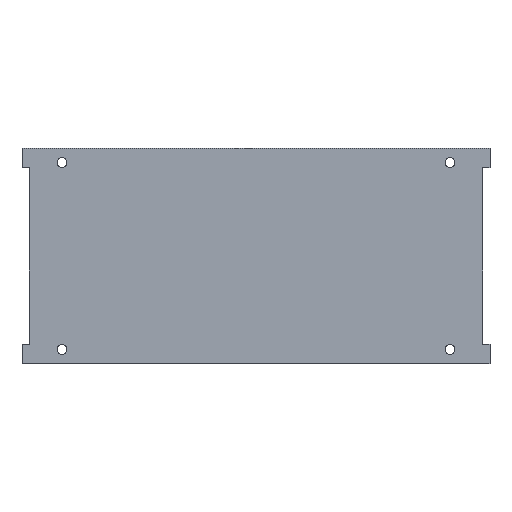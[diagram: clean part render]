
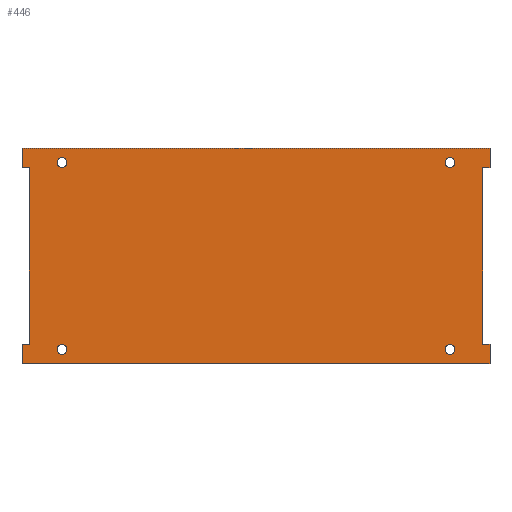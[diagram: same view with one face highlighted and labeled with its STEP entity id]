
A CAD part, top view. The second image highlights one B-rep face of the part: STEP entity #446.
In plain terms, the highlighted planar face has unit normal (0, 0, 1).
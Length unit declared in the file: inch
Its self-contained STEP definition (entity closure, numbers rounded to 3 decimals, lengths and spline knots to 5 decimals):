
#3 = ORIENTED_EDGE ( 'NONE', *, *, #572, .T. ) ;
#6 = DIRECTION ( 'NONE',  ( 1., 0., 0. ) ) ;
#12 = EDGE_LOOP ( 'NONE', ( #614 ) ) ;
#13 = DIRECTION ( 'NONE',  ( 0., 1., 0. ) ) ;
#14 = CARTESIAN_POINT ( 'NONE',  ( 3.3125, 1.59547, 0.07087 ) ) ;
#17 = DIRECTION ( 'NONE',  ( 0., 0., -1. ) ) ;
#26 = VERTEX_POINT ( 'NONE', #635 ) ;
#27 = DIRECTION ( 'NONE',  ( 1., 0., 0. ) ) ;
#29 = CARTESIAN_POINT ( 'NONE',  ( 3.99547, -1.50295, 0.07087 ) ) ;
#31 = AXIS2_PLACEMENT_3D ( 'NONE', #182, #130, #403 ) ;
#32 = ORIENTED_EDGE ( 'NONE', *, *, #56, .T. ) ;
#39 = VERTEX_POINT ( 'NONE', #348 ) ;
#40 = AXIS2_PLACEMENT_3D ( 'NONE', #102, #50, #316 ) ;
#41 = CARTESIAN_POINT ( 'NONE',  ( 3.99547, 1.50295, 0.07087 ) ) ;
#44 = ORIENTED_EDGE ( 'NONE', *, *, #206, .T. ) ;
#50 = DIRECTION ( 'NONE',  ( 0., 0., 1. ) ) ;
#56 = EDGE_CURVE ( 'NONE', #39, #39, #490, .T. ) ;
#58 = VERTEX_POINT ( 'NONE', #231 ) ;
#76 = EDGE_CURVE ( 'NONE', #530, #343, #648, .T. ) ;
#77 = VERTEX_POINT ( 'NONE', #300 ) ;
#79 = LINE ( 'NONE', #502, #609 ) ;
#90 = EDGE_CURVE ( 'NONE', #232, #58, #79, .T. ) ;
#99 = VERTEX_POINT ( 'NONE', #29 ) ;
#102 = CARTESIAN_POINT ( 'NONE',  ( 0., 0., 0.07087 ) ) ;
#107 = VECTOR ( 'NONE', #6, 39.37008 ) ;
#115 = CIRCLE ( 'NONE', #467, 0.08465 ) ;
#120 = VECTOR ( 'NONE', #397, 39.37008 ) ;
#127 = LINE ( 'NONE', #294, #505 ) ;
#130 = DIRECTION ( 'NONE',  ( 0., 0., -1. ) ) ;
#132 = EDGE_CURVE ( 'NONE', #355, #355, #115, .T. ) ;
#134 = LINE ( 'NONE', #647, #641 ) ;
#139 = DIRECTION ( 'NONE',  ( 0., 0., -1. ) ) ;
#144 = CARTESIAN_POINT ( 'NONE',  ( -3.99547, 0., 0.07087 ) ) ;
#145 = EDGE_CURVE ( 'NONE', #99, #350, #345, .T. ) ;
#149 = DIRECTION ( 'NONE',  ( 0., -1., 0. ) ) ;
#154 = CARTESIAN_POINT ( 'NONE',  ( 3.87047, -1.50295, 0.07087 ) ) ;
#157 = FACE_OUTER_BOUND ( 'NONE', #640, .T. ) ;
#169 = CARTESIAN_POINT ( 'NONE',  ( 0., 1.50295, 0.07087 ) ) ;
#174 = VECTOR ( 'NONE', #361, 39.37008 ) ;
#181 = CARTESIAN_POINT ( 'NONE',  ( 3.87047, 1.50295, 0.07087 ) ) ;
#182 = CARTESIAN_POINT ( 'NONE',  ( -3.3125, -1.59547, 0.07087 ) ) ;
#189 = VERTEX_POINT ( 'NONE', #489 ) ;
#192 = ORIENTED_EDGE ( 'NONE', *, *, #213, .T. ) ;
#196 = EDGE_CURVE ( 'NONE', #350, #590, #127, .T. ) ;
#197 = VECTOR ( 'NONE', #439, 39.37008 ) ;
#201 = VERTEX_POINT ( 'NONE', #402 ) ;
#206 = EDGE_CURVE ( 'NONE', #513, #513, #479, .T. ) ;
#211 = FACE_BOUND ( 'NONE', #281, .T. ) ;
#213 = EDGE_CURVE ( 'NONE', #616, #77, #450, .T. ) ;
#217 = AXIS2_PLACEMENT_3D ( 'NONE', #391, #17, #341 ) ;
#226 = DIRECTION ( 'NONE',  ( 0., 0., -1. ) ) ;
#231 = CARTESIAN_POINT ( 'NONE',  ( 3.99547, 1.8435, 0.07087 ) ) ;
#232 = VERTEX_POINT ( 'NONE', #41 ) ;
#245 = EDGE_LOOP ( 'NONE', ( #32 ) ) ;
#249 = CARTESIAN_POINT ( 'NONE',  ( -3.3125, 1.59547, 0.07087 ) ) ;
#256 = EDGE_CURVE ( 'NONE', #189, #616, #511, .T. ) ;
#273 = ORIENTED_EDGE ( 'NONE', *, *, #594, .T. ) ;
#277 = VECTOR ( 'NONE', #357, 39.37008 ) ;
#279 = AXIS2_PLACEMENT_3D ( 'NONE', #249, #139, #27 ) ;
#281 = EDGE_LOOP ( 'NONE', ( #500 ) ) ;
#294 = CARTESIAN_POINT ( 'NONE',  ( 3.87047, 0., 0.07087 ) ) ;
#296 = EDGE_CURVE ( 'NONE', #26, #530, #623, .T. ) ;
#300 = CARTESIAN_POINT ( 'NONE',  ( 3.99547, -1.8435, 0.07087 ) ) ;
#316 = DIRECTION ( 'NONE',  ( 1., 0., 0. ) ) ;
#328 = ORIENTED_EDGE ( 'NONE', *, *, #374, .T. ) ;
#333 = CIRCLE ( 'NONE', #279, 0.08465 ) ;
#340 = DIRECTION ( 'NONE',  ( -1., 0., 0. ) ) ;
#341 = DIRECTION ( 'NONE',  ( 1., 0., 0. ) ) ;
#343 = VERTEX_POINT ( 'NONE', #631 ) ;
#345 = LINE ( 'NONE', #557, #197 ) ;
#348 = CARTESIAN_POINT ( 'NONE',  ( 3.39715, -1.59547, 0.07087 ) ) ;
#350 = VERTEX_POINT ( 'NONE', #154 ) ;
#353 = ORIENTED_EDGE ( 'NONE', *, *, #256, .T. ) ;
#355 = VERTEX_POINT ( 'NONE', #359 ) ;
#357 = DIRECTION ( 'NONE',  ( 0., -1., 0. ) ) ;
#359 = CARTESIAN_POINT ( 'NONE',  ( 3.39715, 1.59547, 0.07087 ) ) ;
#361 = DIRECTION ( 'NONE',  ( 1., 0., 0. ) ) ;
#367 = PLANE ( 'NONE',  #40 ) ;
#374 = EDGE_CURVE ( 'NONE', #590, #232, #534, .T. ) ;
#378 = ORIENTED_EDGE ( 'NONE', *, *, #498, .T. ) ;
#380 = ORIENTED_EDGE ( 'NONE', *, *, #486, .T. ) ;
#381 = CARTESIAN_POINT ( 'NONE',  ( 3.99547, 0., 0.07087 ) ) ;
#385 = VECTOR ( 'NONE', #340, 39.37008 ) ;
#389 = LINE ( 'NONE', #603, #385 ) ;
#391 = CARTESIAN_POINT ( 'NONE',  ( 3.3125, -1.59547, 0.07087 ) ) ;
#397 = DIRECTION ( 'NONE',  ( 0., -1., 0. ) ) ;
#399 = DIRECTION ( 'NONE',  ( 0., 1., 0. ) ) ;
#402 = CARTESIAN_POINT ( 'NONE',  ( -3.22785, 1.59547, 0.07087 ) ) ;
#403 = DIRECTION ( 'NONE',  ( 1., 0., 0. ) ) ;
#415 = FACE_BOUND ( 'NONE', #245, .T. ) ;
#424 = FACE_BOUND ( 'NONE', #12, .T. ) ;
#436 = DIRECTION ( 'NONE',  ( 1., 0., 0. ) ) ;
#438 = CARTESIAN_POINT ( 'NONE',  ( -3.87047, 0., 0.07087 ) ) ;
#439 = DIRECTION ( 'NONE',  ( -1., 0., 0. ) ) ;
#441 = CARTESIAN_POINT ( 'NONE',  ( -3.99547, 1.50295, 0.07087 ) ) ;
#446 = ADVANCED_FACE ( 'NONE', ( #415, #684, #424, #211, #157 ), #367, .T. ) ;
#450 = LINE ( 'NONE', #667, #174 ) ;
#467 = AXIS2_PLACEMENT_3D ( 'NONE', #14, #226, #436 ) ;
#479 = CIRCLE ( 'NONE', #31, 0.08465 ) ;
#480 = EDGE_LOOP ( 'NONE', ( #44 ) ) ;
#481 = CARTESIAN_POINT ( 'NONE',  ( -3.99547, -1.8435, 0.07087 ) ) ;
#482 = VERTEX_POINT ( 'NONE', #488 ) ;
#484 = DIRECTION ( 'NONE',  ( -1., 0., 0. ) ) ;
#486 = EDGE_CURVE ( 'NONE', #77, #99, #548, .T. ) ;
#488 = CARTESIAN_POINT ( 'NONE',  ( -3.87047, -1.50295, 0.07087 ) ) ;
#489 = CARTESIAN_POINT ( 'NONE',  ( -3.99547, -1.50295, 0.07087 ) ) ;
#490 = CIRCLE ( 'NONE', #217, 0.08465 ) ;
#491 = ORIENTED_EDGE ( 'NONE', *, *, #76, .T. ) ;
#498 = EDGE_CURVE ( 'NONE', #482, #189, #134, .T. ) ;
#500 = ORIENTED_EDGE ( 'NONE', *, *, #687, .T. ) ;
#502 = CARTESIAN_POINT ( 'NONE',  ( 3.99547, 0., 0.07087 ) ) ;
#505 = VECTOR ( 'NONE', #608, 39.37008 ) ;
#507 = VECTOR ( 'NONE', #13, 39.37008 ) ;
#511 = LINE ( 'NONE', #144, #564 ) ;
#513 = VERTEX_POINT ( 'NONE', #569 ) ;
#528 = ORIENTED_EDGE ( 'NONE', *, *, #296, .T. ) ;
#530 = VERTEX_POINT ( 'NONE', #441 ) ;
#534 = LINE ( 'NONE', #637, #107 ) ;
#539 = ORIENTED_EDGE ( 'NONE', *, *, #90, .T. ) ;
#540 = ORIENTED_EDGE ( 'NONE', *, *, #145, .T. ) ;
#548 = LINE ( 'NONE', #381, #507 ) ;
#557 = CARTESIAN_POINT ( 'NONE',  ( 0., -1.50295, 0.07087 ) ) ;
#560 = DIRECTION ( 'NONE',  ( 1., 0., 0. ) ) ;
#564 = VECTOR ( 'NONE', #149, 39.37008 ) ;
#569 = CARTESIAN_POINT ( 'NONE',  ( -3.22785, -1.59547, 0.07087 ) ) ;
#572 = EDGE_CURVE ( 'NONE', #58, #26, #389, .T. ) ;
#590 = VERTEX_POINT ( 'NONE', #181 ) ;
#594 = EDGE_CURVE ( 'NONE', #343, #482, #662, .T. ) ;
#603 = CARTESIAN_POINT ( 'NONE',  ( 0., 1.8435, 0.07087 ) ) ;
#608 = DIRECTION ( 'NONE',  ( 0., 1., 0. ) ) ;
#609 = VECTOR ( 'NONE', #399, 39.37008 ) ;
#614 = ORIENTED_EDGE ( 'NONE', *, *, #132, .T. ) ;
#616 = VERTEX_POINT ( 'NONE', #481 ) ;
#623 = LINE ( 'NONE', #625, #277 ) ;
#625 = CARTESIAN_POINT ( 'NONE',  ( -3.99547, 0., 0.07087 ) ) ;
#631 = CARTESIAN_POINT ( 'NONE',  ( -3.87047, 1.50295, 0.07087 ) ) ;
#635 = CARTESIAN_POINT ( 'NONE',  ( -3.99547, 1.8435, 0.07087 ) ) ;
#637 = CARTESIAN_POINT ( 'NONE',  ( 0., 1.50295, 0.07087 ) ) ;
#640 = EDGE_LOOP ( 'NONE', ( #328, #539, #3, #528, #491, #273, #378, #353, #192, #380, #540, #649 ) ) ;
#641 = VECTOR ( 'NONE', #484, 39.37008 ) ;
#647 = CARTESIAN_POINT ( 'NONE',  ( 0., -1.50295, 0.07087 ) ) ;
#648 = LINE ( 'NONE', #169, #683 ) ;
#649 = ORIENTED_EDGE ( 'NONE', *, *, #196, .T. ) ;
#662 = LINE ( 'NONE', #438, #120 ) ;
#667 = CARTESIAN_POINT ( 'NONE',  ( 0., -1.8435, 0.07087 ) ) ;
#683 = VECTOR ( 'NONE', #560, 39.37008 ) ;
#684 = FACE_BOUND ( 'NONE', #480, .T. ) ;
#687 = EDGE_CURVE ( 'NONE', #201, #201, #333, .T. ) ;
